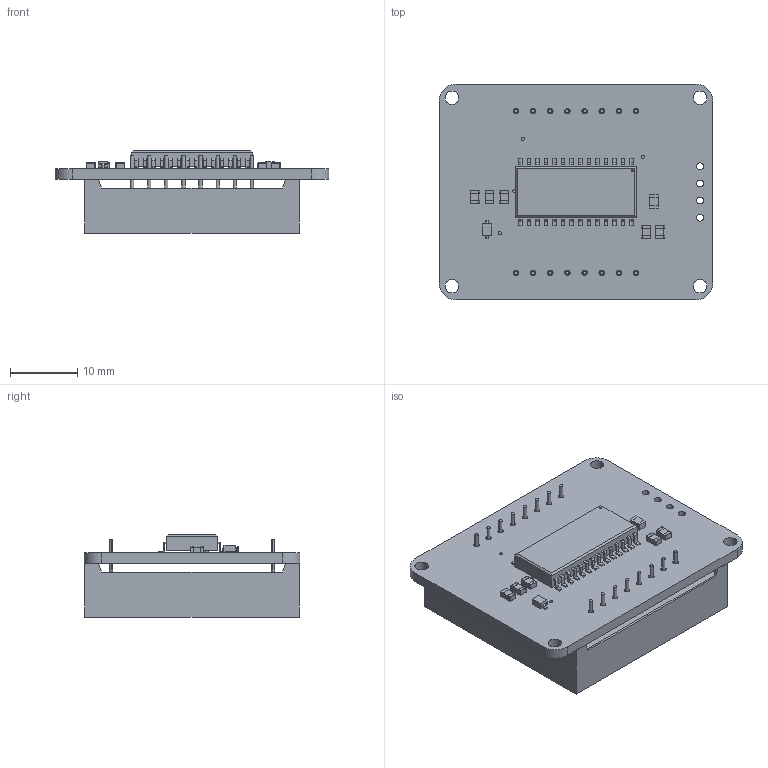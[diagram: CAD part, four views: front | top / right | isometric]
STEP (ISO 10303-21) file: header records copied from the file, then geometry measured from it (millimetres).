
FILE_DESCRIPTION (( 'STEP AP203' ), '1' );
FILE_NAME ('Led Matrix.STEP', '2024-10-28T17:09:08', ( '' ), ( '' ), 'SwSTEP 2.0', 'SolidWorks 2023', '' );
FILE_SCHEMA (( 'CONFIG_CONTROL_DESIGN' ));
Length unit declared in the file: millimetre
Products named in the file (1): Led Matrix
Bounding box: 40.64 x 32 x 12.22 mm (x, y, z)
Volume: 7637 mm3; surface area: 6851 mm2
Topology: 20 solids, 20 shells, 1105 faces, 2656 edges, 1620 vertices
Faces by surface type: plane 549, cylinder 476, sphere 80
Entity records: 31543 total; most frequent: DIRECTION 5740, CARTESIAN_POINT 5302, ORIENTED_EDGE 5152, EDGE_CURVE 2576, AXIS2_PLACEMENT_3D 2058, VECTOR 1624, LINE 1624, VERTEX_POINT 1620
